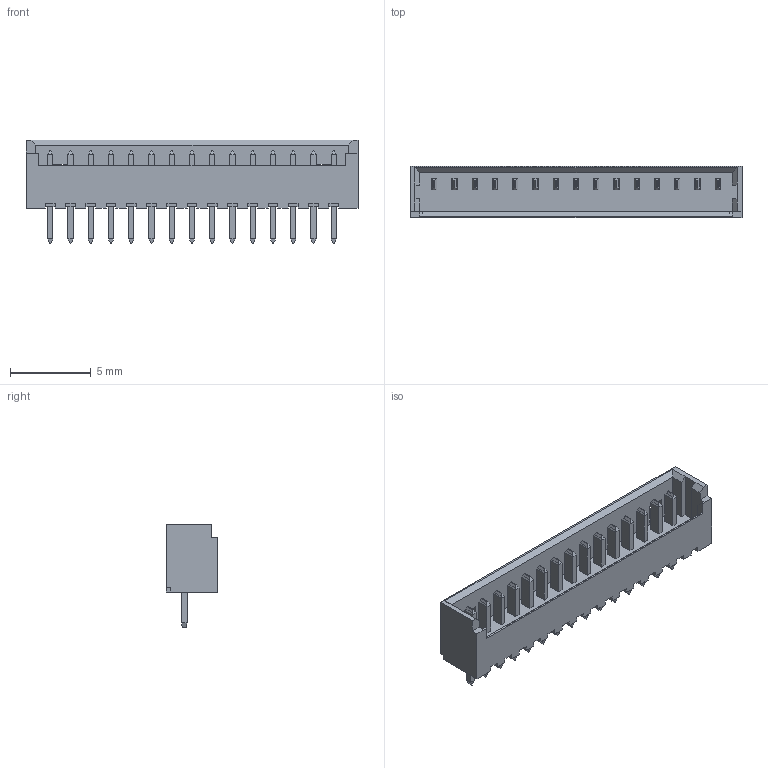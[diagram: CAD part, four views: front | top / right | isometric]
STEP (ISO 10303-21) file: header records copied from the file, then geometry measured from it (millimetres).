
FILE_DESCRIPTION(('STEP AP242'),'1');
FILE_NAME('53047-1510.stp','2022-01-11T08:11:58',('TraceParts'),('TraceParts S.A.'),'Spatial InterOp 3D',' ',' ');
FILE_SCHEMA(('AP242_MANAGED_MODEL_BASED_3D_ENGINEERING_MIM_LF {1 0 10303 442 1 1 4}'));
Length unit declared in the file: millimetre
Products named in the file (1): 53047-1510_1
Bounding box: 20.5 x 3.2 x 6.4 mm (x, y, z)
Volume: 129.8 mm3; surface area: 515.9 mm2
Topology: 1 solids, 1 shells, 468 faces, 1219 edges, 820 vertices
Faces by surface type: plane 468
Entity records: 13897 total; most frequent: CARTESIAN_POINT 2435, ORIENTED_EDGE 2364, DIRECTION 2189, LINE 1189, VECTOR 1189, EDGE_CURVE 1182, VERTEX_POINT 746, EDGE_LOOP 502
